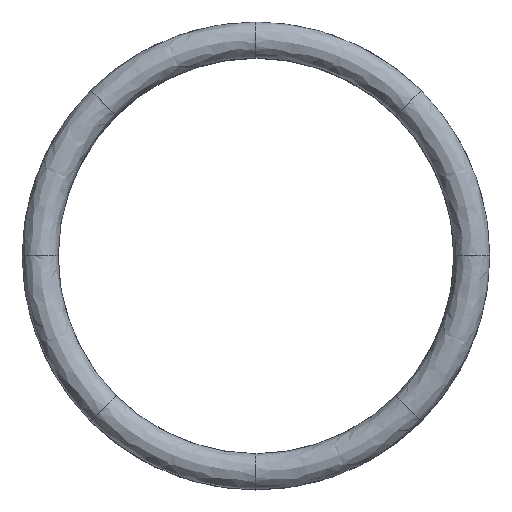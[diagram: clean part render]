
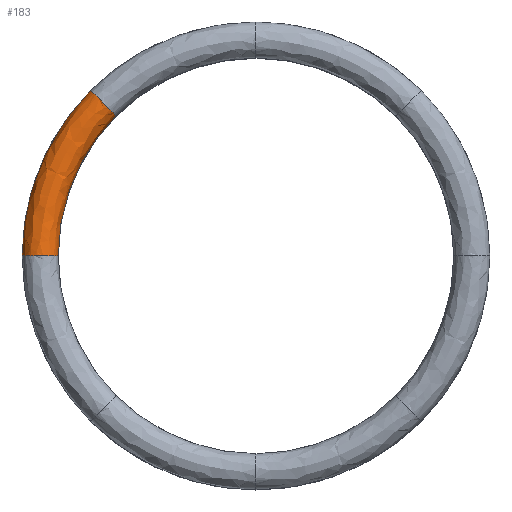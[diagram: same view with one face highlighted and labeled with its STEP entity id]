
A CAD part, top view. The second image highlights one B-rep face of the part: STEP entity #183.
In plain terms, the highlighted free-form (B-spline) face has degree [2, 3] with [3, 4] control points.
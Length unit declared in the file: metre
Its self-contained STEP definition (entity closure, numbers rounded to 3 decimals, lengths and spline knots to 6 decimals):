
#183=ADVANCED_FACE('',(#247),#1527,.T.);
#247=FACE_OUTER_BOUND('',#311,.T.);
#311=EDGE_LOOP('',(#504,#505,#506,#507));
#504=ORIENTED_EDGE('',*,*,#760,.T.);
#505=ORIENTED_EDGE('',*,*,#761,.T.);
#506=ORIENTED_EDGE('',*,*,#762,.T.);
#507=ORIENTED_EDGE('',*,*,#763,.T.);
#760=EDGE_CURVE('',#1400,#1401,#1186,.T.);
#761=EDGE_CURVE('',#1401,#1402,#930,.T.);
#762=EDGE_CURVE('',#1402,#1403,#1187,.T.);
#763=EDGE_CURVE('',#1403,#1400,#931,.T.);
#930=TRIMMED_CURVE($,#1058,(#3250),(#3251),.T.,.CARTESIAN.);
#931=TRIMMED_CURVE($,#1059,(#3256),(#3257),.T.,.CARTESIAN.);
#1058=CIRCLE('',#1722,0.003175);
#1059=CIRCLE('',#1723,0.003175);
#1186=(
BOUNDED_CURVE()
B_SPLINE_CURVE(2,(#3246,#3247,#3248),.UNSPECIFIED.,.F.,.F.)
B_SPLINE_CURVE_WITH_KNOTS((3,3),(0.,0.034229),
 .UNSPECIFIED.)
CURVE()
GEOMETRIC_REPRESENTATION_ITEM()
RATIONAL_B_SPLINE_CURVE((1.,0.924,1.))
REPRESENTATION_ITEM('')
);
#1187=(
BOUNDED_CURVE()
B_SPLINE_CURVE(2,(#3252,#3253,#3254),.UNSPECIFIED.,.F.,.F.)
B_SPLINE_CURVE_WITH_KNOTS((3,3),(-0.034229,0.),
 .UNSPECIFIED.)
CURVE()
GEOMETRIC_REPRESENTATION_ITEM()
RATIONAL_B_SPLINE_CURVE((1.,0.924,1.))
REPRESENTATION_ITEM('')
);
#1400=VERTEX_POINT('',#3242);
#1401=VERTEX_POINT('',#3243);
#1402=VERTEX_POINT('',#3244);
#1403=VERTEX_POINT('',#3245);
#1527=(
BOUNDED_SURFACE()
B_SPLINE_SURFACE(2,3,((#3230,#3231,#3232,#3233),(#3234,#3235,#3236,#3237),
(#3238,#3239,#3240,#3241)),.UNSPECIFIED.,.F.,.F.,.F.)
B_SPLINE_SURFACE_WITH_KNOTS((3,3),(4,4),(0.,0.034229),
(0.,0.019573),.UNSPECIFIED.)
GEOMETRIC_REPRESENTATION_ITEM()
RATIONAL_B_SPLINE_SURFACE(((1.,0.333,0.333,1.),
(0.924,0.308,0.308,0.924),
(1.,0.333,0.333,1.)))
REPRESENTATION_ITEM('')
SURFACE()
);
#1722=AXIS2_PLACEMENT_3D($,#3249,#1939,#1940);
#1723=AXIS2_PLACEMENT_3D($,#3255,#1941,#1942);
#1939=DIRECTION('',(-0.707,-0.707,0.));
#1940=DIRECTION('',(0.707,-0.707,0.));
#1941=DIRECTION('',(0.,1.,0.));
#1942=DIRECTION('',(-1.,0.,0.));
#3230=CARTESIAN_POINT('',(-0.03527,0.,0.024979));
#3231=CARTESIAN_POINT('',(-0.03527,0.,0.031329));
#3232=CARTESIAN_POINT('',(-0.04162,0.,0.031329));
#3233=CARTESIAN_POINT('',(-0.04162,0.,0.024979));
#3234=CARTESIAN_POINT('',(-0.03527,0.014466,0.024203));
#3235=CARTESIAN_POINT('',(-0.03527,0.014466,0.030553));
#3236=CARTESIAN_POINT('',(-0.04162,0.017097,0.030553));
#3237=CARTESIAN_POINT('',(-0.04162,0.017097,0.024203));
#3238=CARTESIAN_POINT('',(-0.025041,0.024696,0.023427));
#3239=CARTESIAN_POINT('',(-0.025041,0.024696,0.029777));
#3240=CARTESIAN_POINT('',(-0.029531,0.029186,0.029777));
#3241=CARTESIAN_POINT('',(-0.029531,0.029186,0.023427));
#3242=CARTESIAN_POINT('',(-0.03527,0.,0.024979));
#3243=CARTESIAN_POINT('',(-0.025041,0.024696,0.023427));
#3244=CARTESIAN_POINT('',(-0.029531,0.029186,0.023427));
#3245=CARTESIAN_POINT('',(-0.04162,0.,0.024979));
#3246=CARTESIAN_POINT('',(-0.03527,0.,0.024979));
#3247=CARTESIAN_POINT('',(-0.03527,0.014466,0.024203));
#3248=CARTESIAN_POINT('',(-0.025041,0.024696,0.023427));
#3249=CARTESIAN_POINT('',(-0.027286,0.026941,0.023427));
#3250=CARTESIAN_POINT('',(-0.025041,0.024696,0.023427));
#3251=CARTESIAN_POINT('',(-0.029531,0.029186,0.023427));
#3252=CARTESIAN_POINT('',(-0.029531,0.029186,0.023427));
#3253=CARTESIAN_POINT('',(-0.04162,0.017097,0.024203));
#3254=CARTESIAN_POINT('',(-0.04162,0.,0.024979));
#3255=CARTESIAN_POINT('',(-0.038445,0.,0.024979));
#3256=CARTESIAN_POINT('',(-0.04162,0.,0.024979));
#3257=CARTESIAN_POINT('',(-0.03527,0.,0.024979));
